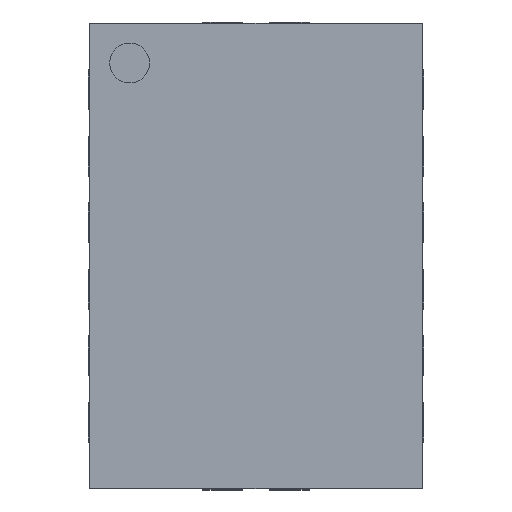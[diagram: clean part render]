
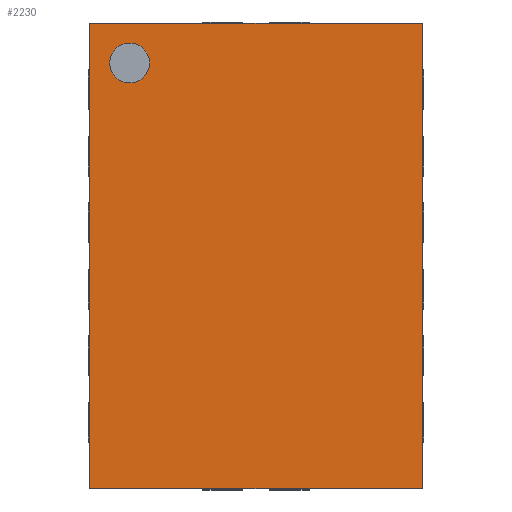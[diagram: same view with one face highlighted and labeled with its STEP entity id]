
A CAD part, top view. The second image highlights one B-rep face of the part: STEP entity #2230.
In plain terms, the highlighted planar face has unit normal (0, 0, 1).
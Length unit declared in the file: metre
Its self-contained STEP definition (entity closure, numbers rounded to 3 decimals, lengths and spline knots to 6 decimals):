
#116=CIRCLE('',#2973,0.00015);
#198=ORIENTED_EDGE('',*,*,#822,.F.);
#199=ORIENTED_EDGE('',*,*,#807,.F.);
#200=ORIENTED_EDGE('',*,*,#753,.T.);
#201=ORIENTED_EDGE('',*,*,#781,.T.);
#202=ORIENTED_EDGE('',*,*,#818,.F.);
#753=EDGE_CURVE('',#1068,#1067,#1277,.T.);
#781=EDGE_CURVE('',#1067,#1095,#1305,.T.);
#807=EDGE_CURVE('',#1068,#1120,#1331,.T.);
#818=EDGE_CURVE('',#1120,#1095,#1342,.T.);
#822=EDGE_CURVE('',#1132,#1132,#116,.T.);
#1067=VERTEX_POINT('',#3631);
#1068=VERTEX_POINT('',#3633);
#1095=VERTEX_POINT('',#3688);
#1120=VERTEX_POINT('',#3741);
#1132=VERTEX_POINT('',#3770);
#1277=LINE('',#3632,#1589);
#1305=LINE('',#3689,#1617);
#1331=LINE('',#3740,#1643);
#1342=LINE('',#3762,#1654);
#1589=VECTOR('',#3090,1.);
#1617=VECTOR('',#3120,1.);
#1643=VECTOR('',#3148,1.);
#1654=VECTOR('',#3161,1.);
#1898=EDGE_LOOP('',(#198));
#1899=EDGE_LOOP('',(#199,#200,#201,#202));
#2010=FACE_BOUND('',#1898,.T.);
#2011=FACE_BOUND('',#1899,.T.);
#2122=PLANE('',#2972);
#2230=ADVANCED_FACE('',(#2010,#2011),#2122,.T.);
#2972=AXIS2_PLACEMENT_3D('',#3768,#3165,#3166);
#2973=AXIS2_PLACEMENT_3D('',#3769,#3167,#3168);
#3090=DIRECTION('',(-1.,0.,0.));
#3120=DIRECTION('',(0.,-1.,0.));
#3148=DIRECTION('',(0.,-1.,0.));
#3161=DIRECTION('',(-1.,0.,0.));
#3165=DIRECTION('',(0.,0.,1.));
#3166=DIRECTION('',(1.,0.,0.));
#3167=DIRECTION('',(0.,0.,1.));
#3168=DIRECTION('',(1.,0.,0.));
#3631=CARTESIAN_POINT('',(-0.00125,0.00175,0.001));
#3632=CARTESIAN_POINT('',(0.,0.00175,0.001));
#3633=CARTESIAN_POINT('',(0.00125,0.00175,0.001));
#3688=CARTESIAN_POINT('',(-0.00125,-0.00175,0.001));
#3689=CARTESIAN_POINT('',(-0.00125,0.,0.001));
#3740=CARTESIAN_POINT('',(0.00125,0.,0.001));
#3741=CARTESIAN_POINT('',(0.00125,-0.00175,0.001));
#3762=CARTESIAN_POINT('',(0.,-0.00175,0.001));
#3768=CARTESIAN_POINT('',(0.,0.,0.001));
#3769=CARTESIAN_POINT('',(-0.00095,0.00145,0.001));
#3770=CARTESIAN_POINT('',(-0.0008,0.00145,0.001));
